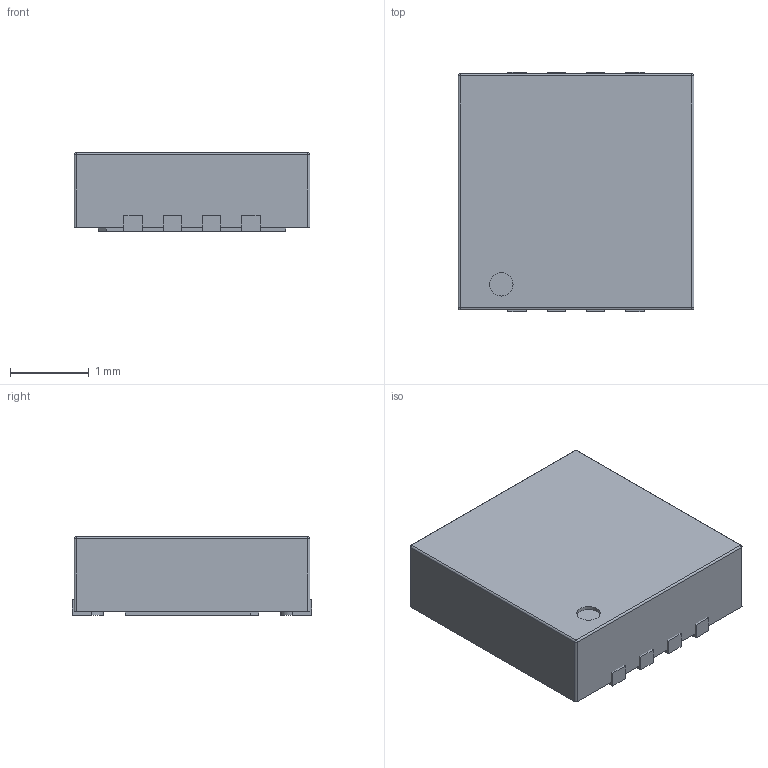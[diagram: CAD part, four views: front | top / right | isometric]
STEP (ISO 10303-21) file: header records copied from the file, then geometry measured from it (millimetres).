
FILE_DESCRIPTION(/* description */ ('STEP AP242','CAx-IF Rec.Pracs.---Representation and Presentation of Product Manufacturing Information (PMI)---4.0---2014-10-13','CAx-IF Rec.Pracs.---3D Tessellated Geometry---0.4---2014-09-14','2;1'),/* implementation_level */ '2;1');
FILE_NAME(/* name */ '6158de8fa3acec0a841b376d',/* time_stamp */ '2021-10-02T22:34:55+00:00',/* author */ (''),/* organization */ (''),/* preprocessor_version */ 'ST-DEVELOPER v18.1',/* originating_system */ ' ',/* authorisation */ ' ');
FILE_SCHEMA (('AP242_MANAGED_MODEL_BASED_3D_ENGINEERING_MIM_LF { 1 0 10303 442 1 1 4 }'));
Length unit declared in the file: metre
Products named in the file (10): Part 10; Part 9; Part 8; Part 7; Part 6; Part 5; Part 4; Part 3; Part 2; Part 1
Bounding box: 3 x 3.05 x 1 mm (x, y, z)
Volume: 9.1 mm3; surface area: 41.3 mm2
Topology: 10 solids, 10 shells, 83 faces, 178 edges, 112 vertices
Faces by surface type: plane 54, cylinder 25, sphere 4
Full cylindrical faces by diameter (mm): 0.3 x1
Entity records: 2460 total; most frequent: DIRECTION 409, CARTESIAN_POINT 378, ORIENTED_EDGE 346, EDGE_CURVE 173, AXIS2_PLACEMENT_3D 143, LINE 123, VECTOR 123, VERTEX_POINT 112
